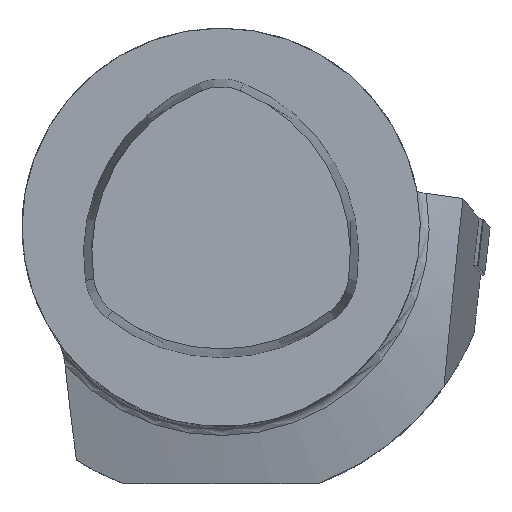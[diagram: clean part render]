
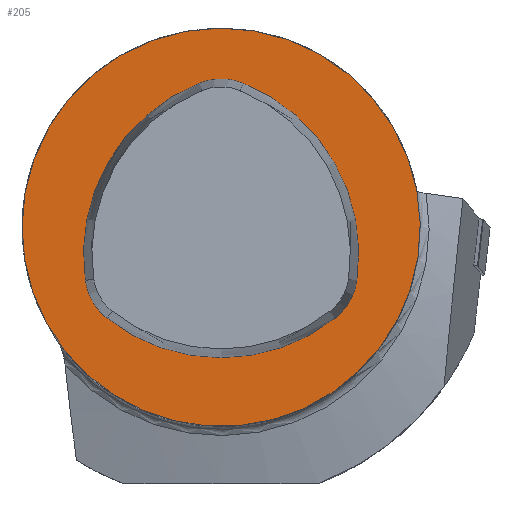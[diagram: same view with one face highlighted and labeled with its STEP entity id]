
A CAD part, top view. The second image highlights one B-rep face of the part: STEP entity #205.
In plain terms, the highlighted planar face has unit normal (0, 0, 1).
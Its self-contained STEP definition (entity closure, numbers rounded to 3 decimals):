
#116=FACE_BOUND('',#367,.T.);
#117=FACE_BOUND('',#368,.T.);
#143=CIRCLE('',#1239,20.);
#152=CIRCLE('',#1259,18.5);
#153=CIRCLE('',#1260,5.9);
#154=CIRCLE('',#1261,18.5);
#155=CIRCLE('',#1262,5.9);
#156=CIRCLE('',#1263,18.5);
#157=CIRCLE('',#1264,5.9);
#205=ADVANCED_FACE('',(#116,#117),#261,.T.);
#261=PLANE('',#1265);
#367=EDGE_LOOP('',(#542));
#368=EDGE_LOOP('',(#543,#544,#545,#546,#547,#548));
#542=ORIENTED_EDGE('',*,*,#889,.F.);
#543=ORIENTED_EDGE('',*,*,#917,.T.);
#544=ORIENTED_EDGE('',*,*,#918,.T.);
#545=ORIENTED_EDGE('',*,*,#919,.T.);
#546=ORIENTED_EDGE('',*,*,#920,.T.);
#547=ORIENTED_EDGE('',*,*,#921,.T.);
#548=ORIENTED_EDGE('',*,*,#922,.T.);
#778=VERTEX_POINT('',#1809);
#801=VERTEX_POINT('',#1906);
#802=VERTEX_POINT('',#1907);
#803=VERTEX_POINT('',#1909);
#804=VERTEX_POINT('',#1911);
#805=VERTEX_POINT('',#1913);
#806=VERTEX_POINT('',#1915);
#889=EDGE_CURVE('',#778,#778,#143,.T.);
#917=EDGE_CURVE('',#801,#802,#152,.T.);
#918=EDGE_CURVE('',#802,#803,#153,.T.);
#919=EDGE_CURVE('',#803,#804,#154,.T.);
#920=EDGE_CURVE('',#804,#805,#155,.T.);
#921=EDGE_CURVE('',#805,#806,#156,.T.);
#922=EDGE_CURVE('',#806,#801,#157,.T.);
#1239=AXIS2_PLACEMENT_3D('',#1808,#1413,#1414);
#1259=AXIS2_PLACEMENT_3D('',#1905,#1462,#1463);
#1260=AXIS2_PLACEMENT_3D('',#1908,#1464,#1465);
#1261=AXIS2_PLACEMENT_3D('',#1910,#1466,#1467);
#1262=AXIS2_PLACEMENT_3D('',#1912,#1468,#1469);
#1263=AXIS2_PLACEMENT_3D('',#1914,#1470,#1471);
#1264=AXIS2_PLACEMENT_3D('',#1916,#1472,#1473);
#1265=AXIS2_PLACEMENT_3D('',#1917,#1474,#1475);
#1413=DIRECTION('',(0.,0.,-1.));
#1414=DIRECTION('',(-1.,0.,0.));
#1462=DIRECTION('',(0.,0.,-1.));
#1463=DIRECTION('',(-1.,0.,0.));
#1464=DIRECTION('',(0.,0.,-1.));
#1465=DIRECTION('',(-1.,0.,0.));
#1466=DIRECTION('',(0.,0.,-1.));
#1467=DIRECTION('',(-1.,0.,0.));
#1468=DIRECTION('',(0.,0.,-1.));
#1469=DIRECTION('',(-1.,0.,0.));
#1470=DIRECTION('',(0.,0.,-1.));
#1471=DIRECTION('',(-1.,0.,0.));
#1472=DIRECTION('',(0.,0.,-1.));
#1473=DIRECTION('',(-1.,0.,0.));
#1474=DIRECTION('',(0.,0.,1.));
#1475=DIRECTION('',(1.,0.,0.));
#1808=CARTESIAN_POINT('',(0.,0.,0.));
#1809=CARTESIAN_POINT('',(-20.,0.,0.));
#1905=CARTESIAN_POINT('',(-4.677,-2.7,0.));
#1906=CARTESIAN_POINT('',(2.19,14.479,0.));
#1907=CARTESIAN_POINT('',(13.634,-5.343,0.));
#1908=CARTESIAN_POINT('',(7.794,-4.5,0.));
#1909=CARTESIAN_POINT('',(11.444,-9.136,0.));
#1910=CARTESIAN_POINT('',(0.,5.4,0.));
#1911=CARTESIAN_POINT('',(-11.444,-9.136,0.));
#1912=CARTESIAN_POINT('',(-7.794,-4.5,0.));
#1913=CARTESIAN_POINT('',(-13.634,-5.343,0.));
#1914=CARTESIAN_POINT('',(4.677,-2.7,0.));
#1915=CARTESIAN_POINT('',(-2.19,14.479,0.));
#1916=CARTESIAN_POINT('',(0.,9.,0.));
#1917=CARTESIAN_POINT('',(0.,0.,0.));
